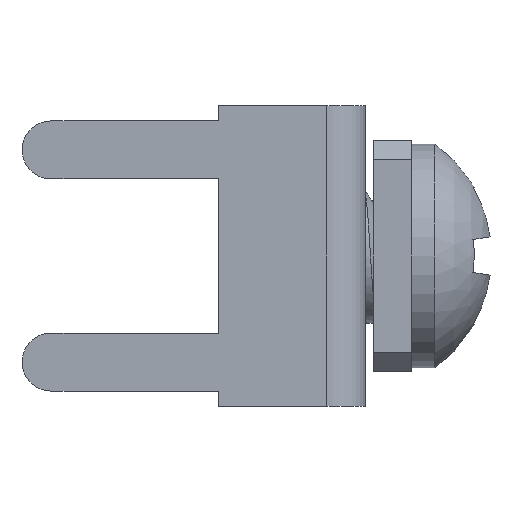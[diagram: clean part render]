
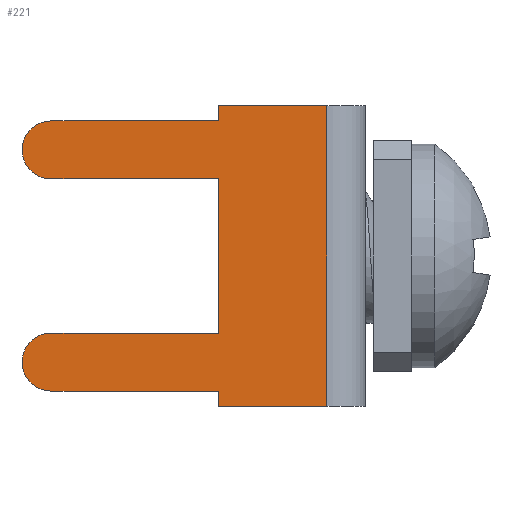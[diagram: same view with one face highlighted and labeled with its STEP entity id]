
A CAD part, left-side view. The second image highlights one B-rep face of the part: STEP entity #221.
In plain terms, the highlighted face is planar.
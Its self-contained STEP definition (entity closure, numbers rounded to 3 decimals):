
#103 = VERTEX_POINT('',#104);
#104 = CARTESIAN_POINT('',(4.25,0.,-3.9));
#110 = EDGE_CURVE('',#103,#111,#113,.T.);
#111 = VERTEX_POINT('',#112);
#112 = CARTESIAN_POINT('',(4.25,2.8,-3.9));
#113 = LINE('',#114,#115);
#114 = CARTESIAN_POINT('',(4.25,-5.1,-3.9));
#115 = VECTOR('',#116,1.);
#116 = DIRECTION('',(0.,1.,0.));
#176 = EDGE_CURVE('',#111,#177,#179,.T.);
#177 = VERTEX_POINT('',#178);
#178 = CARTESIAN_POINT('',(4.25,2.8,3.9));
#179 = LINE('',#180,#181);
#180 = CARTESIAN_POINT('',(4.25,2.8,-3.9));
#181 = VECTOR('',#182,1.);
#182 = DIRECTION('',(0.,0.,1.));
#221 = ADVANCED_FACE('',(#222),#324,.F.);
#222 = FACE_BOUND('',#223,.F.);
#223 = EDGE_LOOP('',(#224,#225,#233,#241,#250,#259,#267,#275,#283,#292,
    #301,#309,#317,#323));
#224 = ORIENTED_EDGE('',*,*,#110,.F.);
#225 = ORIENTED_EDGE('',*,*,#226,.F.);
#226 = EDGE_CURVE('',#227,#103,#229,.T.);
#227 = VERTEX_POINT('',#228);
#228 = CARTESIAN_POINT('',(4.25,0.,-3.5));
#229 = LINE('',#230,#231);
#230 = CARTESIAN_POINT('',(4.25,0.,-3.7));
#231 = VECTOR('',#232,1.);
#232 = DIRECTION('',(0.,0.,-1.));
#233 = ORIENTED_EDGE('',*,*,#234,.F.);
#234 = EDGE_CURVE('',#235,#227,#237,.T.);
#235 = VERTEX_POINT('',#236);
#236 = CARTESIAN_POINT('',(4.25,-4.35,-3.5));
#237 = LINE('',#238,#239);
#238 = CARTESIAN_POINT('',(4.25,-4.725,-3.5));
#239 = VECTOR('',#240,1.);
#240 = DIRECTION('',(0.,1.,0.));
#241 = ORIENTED_EDGE('',*,*,#242,.T.);
#242 = EDGE_CURVE('',#235,#243,#245,.T.);
#243 = VERTEX_POINT('',#244);
#244 = CARTESIAN_POINT('',(4.25,-5.1,-2.75));
#245 = CIRCLE('',#246,0.75);
#246 = AXIS2_PLACEMENT_3D('',#247,#248,#249);
#247 = CARTESIAN_POINT('',(4.25,-4.35,-2.75));
#248 = DIRECTION('',(-1.,0.,0.));
#249 = DIRECTION('',(0.,-1.,0.));
#250 = ORIENTED_EDGE('',*,*,#251,.T.);
#251 = EDGE_CURVE('',#243,#252,#254,.T.);
#252 = VERTEX_POINT('',#253);
#253 = CARTESIAN_POINT('',(4.25,-4.35,-2.));
#254 = CIRCLE('',#255,0.75);
#255 = AXIS2_PLACEMENT_3D('',#256,#257,#258);
#256 = CARTESIAN_POINT('',(4.25,-4.35,-2.75));
#257 = DIRECTION('',(-1.,0.,0.));
#258 = DIRECTION('',(0.,-1.,0.));
#259 = ORIENTED_EDGE('',*,*,#260,.F.);
#260 = EDGE_CURVE('',#261,#252,#263,.T.);
#261 = VERTEX_POINT('',#262);
#262 = CARTESIAN_POINT('',(4.25,0.,-2.));
#263 = LINE('',#264,#265);
#264 = CARTESIAN_POINT('',(4.25,-2.55,-2.));
#265 = VECTOR('',#266,1.);
#266 = DIRECTION('',(-0.,-1.,-0.));
#267 = ORIENTED_EDGE('',*,*,#268,.F.);
#268 = EDGE_CURVE('',#269,#261,#271,.T.);
#269 = VERTEX_POINT('',#270);
#270 = CARTESIAN_POINT('',(4.25,0.,2.));
#271 = LINE('',#272,#273);
#272 = CARTESIAN_POINT('',(4.25,0.,-0.95));
#273 = VECTOR('',#274,1.);
#274 = DIRECTION('',(0.,0.,-1.));
#275 = ORIENTED_EDGE('',*,*,#276,.F.);
#276 = EDGE_CURVE('',#277,#269,#279,.T.);
#277 = VERTEX_POINT('',#278);
#278 = CARTESIAN_POINT('',(4.25,-4.35,2.));
#279 = LINE('',#280,#281);
#280 = CARTESIAN_POINT('',(4.25,-4.725,2.));
#281 = VECTOR('',#282,1.);
#282 = DIRECTION('',(0.,1.,0.));
#283 = ORIENTED_EDGE('',*,*,#284,.T.);
#284 = EDGE_CURVE('',#277,#285,#287,.T.);
#285 = VERTEX_POINT('',#286);
#286 = CARTESIAN_POINT('',(4.25,-5.1,2.75));
#287 = CIRCLE('',#288,0.75);
#288 = AXIS2_PLACEMENT_3D('',#289,#290,#291);
#289 = CARTESIAN_POINT('',(4.25,-4.35,2.75));
#290 = DIRECTION('',(-1.,0.,0.));
#291 = DIRECTION('',(0.,-1.,0.));
#292 = ORIENTED_EDGE('',*,*,#293,.T.);
#293 = EDGE_CURVE('',#285,#294,#296,.T.);
#294 = VERTEX_POINT('',#295);
#295 = CARTESIAN_POINT('',(4.25,-4.35,3.5));
#296 = CIRCLE('',#297,0.75);
#297 = AXIS2_PLACEMENT_3D('',#298,#299,#300);
#298 = CARTESIAN_POINT('',(4.25,-4.35,2.75));
#299 = DIRECTION('',(-1.,0.,0.));
#300 = DIRECTION('',(0.,-1.,0.));
#301 = ORIENTED_EDGE('',*,*,#302,.F.);
#302 = EDGE_CURVE('',#303,#294,#305,.T.);
#303 = VERTEX_POINT('',#304);
#304 = CARTESIAN_POINT('',(4.25,0.,3.5));
#305 = LINE('',#306,#307);
#306 = CARTESIAN_POINT('',(4.25,-2.55,3.5));
#307 = VECTOR('',#308,1.);
#308 = DIRECTION('',(-0.,-1.,-0.));
#309 = ORIENTED_EDGE('',*,*,#310,.F.);
#310 = EDGE_CURVE('',#311,#303,#313,.T.);
#311 = VERTEX_POINT('',#312);
#312 = CARTESIAN_POINT('',(4.25,0.,3.9));
#313 = LINE('',#314,#315);
#314 = CARTESIAN_POINT('',(4.25,0.,0.));
#315 = VECTOR('',#316,1.);
#316 = DIRECTION('',(0.,0.,-1.));
#317 = ORIENTED_EDGE('',*,*,#318,.T.);
#318 = EDGE_CURVE('',#311,#177,#319,.T.);
#319 = LINE('',#320,#321);
#320 = CARTESIAN_POINT('',(4.25,-5.1,3.9));
#321 = VECTOR('',#322,1.);
#322 = DIRECTION('',(0.,1.,0.));
#323 = ORIENTED_EDGE('',*,*,#176,.F.);
#324 = PLANE('',#325);
#325 = AXIS2_PLACEMENT_3D('',#326,#327,#328);
#326 = CARTESIAN_POINT('',(4.25,-5.1,-3.9));
#327 = DIRECTION('',(-1.,0.,0.));
#328 = DIRECTION('',(0.,1.,0.));
